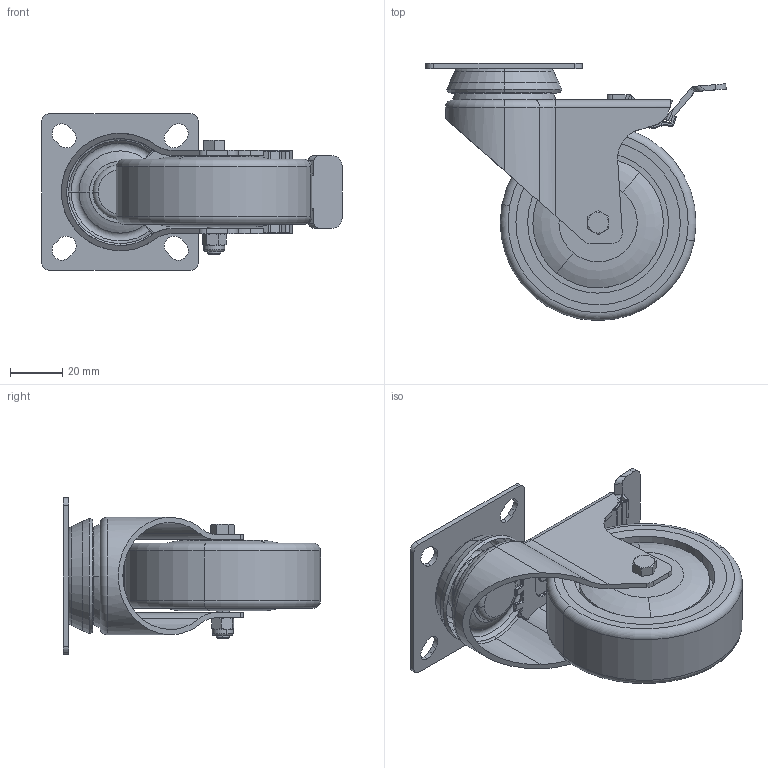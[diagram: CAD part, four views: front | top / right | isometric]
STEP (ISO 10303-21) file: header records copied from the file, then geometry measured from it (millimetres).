
FILE_DESCRIPTION (( 'STEP AP203' ), '1' );
FILE_NAME ('S3710B.STEP', '2020-02-21T03:05:26', ( '' ), ( '' ), 'SwSTEP 2.0', 'SolidWorks 2013', '' );
FILE_SCHEMA (( 'CONFIG_CONTROL_DESIGN' ));
Length unit declared in the file: millimetre
Products named in the file (1): S3710B
Bounding box: 115.04 x 98.5 x 60 mm (x, y, z)
Volume: 115022.5 mm3; surface area: 68129.3 mm2
Topology: 8 solids, 9 shells, 502 faces, 1217 edges, 738 vertices
Faces by surface type: cylinder 194, plane 168, torus 104, cone 34, bspline 2
Entity records: 14978 total; most frequent: CARTESIAN_POINT 3136, DIRECTION 2569, ORIENTED_EDGE 2434, EDGE_CURVE 1217, AXIS2_PLACEMENT_3D 1007, VERTEX_POINT 738, VECTOR 555, LINE 555
